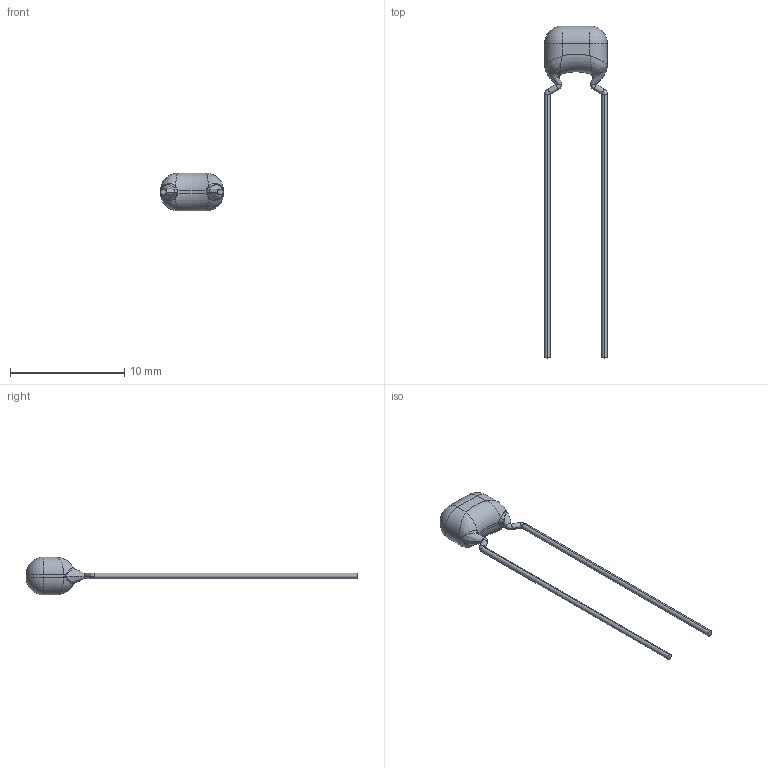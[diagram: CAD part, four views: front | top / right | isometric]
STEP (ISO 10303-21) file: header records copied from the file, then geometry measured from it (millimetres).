
FILE_DESCRIPTION (( 'STEP AP214' ), '1' );
FILE_NAME ('RHS7J2D682J2K1H01B.STEP', '2020-01-24T00:40:23', ( '' ), ( '' ), 'SwSTEP 2.0', 'SolidWorks 2018', '' );
FILE_SCHEMA (( 'AUTOMOTIVE_DESIGN' ));
Length unit declared in the file: millimetre
Products named in the file (1): RHS7J2D682J2K1H01B
Bounding box: 5.5 x 29 x 3.3 mm (x, y, z)
Volume: 65.9 mm3; surface area: 156.4 mm2
Topology: 3 solids, 3 shells, 68 faces, 150 edges, 76 vertices
Faces by surface type: bspline 22, cylinder 21, plane 11, torus 10, sphere 4
Entity records: 2644 total; most frequent: CARTESIAN_POINT 1297, ORIENTED_EDGE 276, DIRECTION 258, EDGE_CURVE 138, AXIS2_PLACEMENT_3D 115, VERTEX_POINT 76, EDGE_LOOP 68, CIRCLE 68
